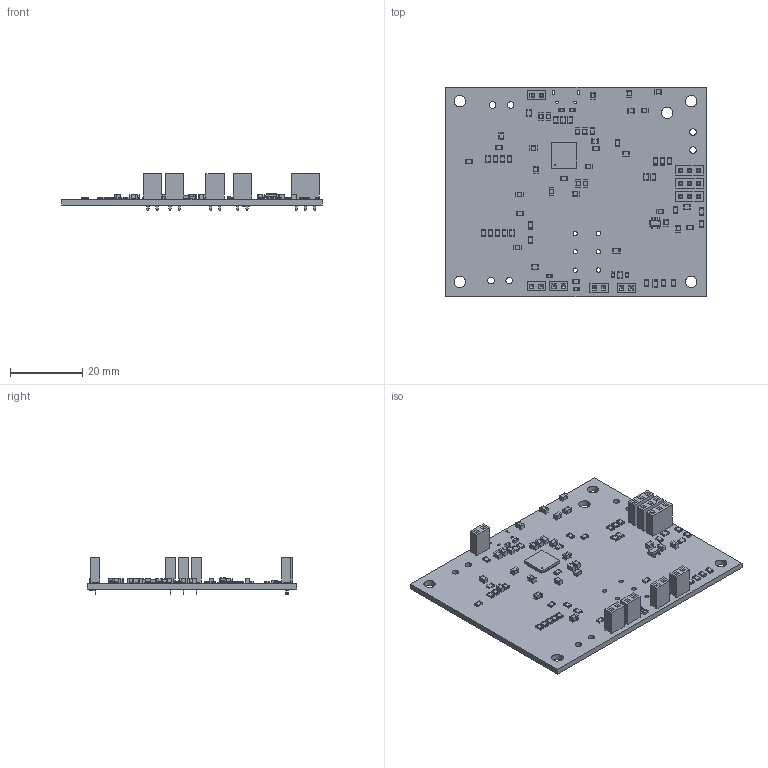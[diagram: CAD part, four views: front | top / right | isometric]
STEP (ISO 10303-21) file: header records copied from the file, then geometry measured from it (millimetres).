
FILE_DESCRIPTION(('KiCad electronic assembly'),'2;1');
FILE_NAME('Chimera.step','2024-11-28T15:22:39',('Pcbnew'),('Kicad'), 'Open CASCADE STEP processor 7.5','KiCad to STEP converter','Unknown' );
FILE_SCHEMA(('AUTOMOTIVE_DESIGN { 1 0 10303 214 1 1 1 1 }'));
Length unit declared in the file: millimetre
Products named in the file (16): Chimera 1; R_0805_2012Metric; C_0805_2012Metric; D_0603_1608Metric; D_0603; PinSocket_1x03_P2.54mm_Vertical; PinSocket_1x03_P254mm_Vertical; AP7375-50W5-7; ASSEMBLY; PinSocket_1x02_P2.54mm_Vertical; PinSocket_1x02_P254mm_Vertical; QFN-56-1EP_7x7mm_P0.4mm_EP3.2x3.2mm; QFN_56_1EP_7x7mm_P04mm_EP32x32mm; Chimera PCB
Assembly tree (89 placements, depth 3):
  Chimera 1
    R_0805_2012Metric  x39
      R_0805_2012Metric
    C_0805_2012Metric  x26
      C_0805_2012Metric
    D_0603_1608Metric  x6
      D_0603
    PinSocket_1x03_P2.54mm_Vertical  x3
      PinSocket_1x03_P254mm_Vertical
    AP7375-50W5-7
      ASSEMBLY
    PinSocket_1x02_P2.54mm_Vertical  x5
      PinSocket_1x02_P254mm_Vertical
    QFN-56-1EP_7x7mm_P0.4mm_EP3.2x3.2mm
      QFN_56_1EP_7x7mm_P04mm_EP32x32mm
    Chimera PCB
Bounding box: 72.04 x 57.87 x 10.1 mm (x, y, z)
Volume: 7519.6 mm3; surface area: 11316.3 mm2
Topology: 87 solids, 87 shells, 3198 faces, 8470 edges, 5564 vertices
Faces by surface type: plane 2429, cylinder 769
Full cylindrical faces by diameter (mm): 0.2 x1, 0.4 x1, 1 x19, 1.2 x6, 1.8 x6, 3.2 x5
Entity records: 59231 total; most frequent: CARTESIAN_POINT 10721, DIRECTION 8542, LINE 6322, VECTOR 6322, ORIENTED_EDGE 4564, PCURVE 4564, DEFINITIONAL_REPRESENTATION 4564, EDGE_CURVE 2282
